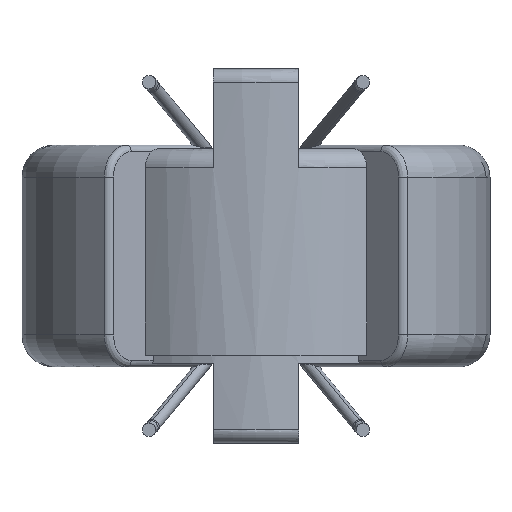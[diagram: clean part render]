
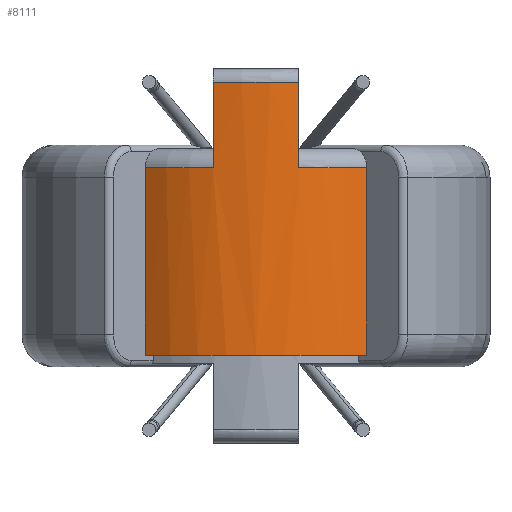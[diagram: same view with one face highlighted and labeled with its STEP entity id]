
A CAD part, front view. The second image highlights one B-rep face of the part: STEP entity #8111.
In plain terms, the highlighted cylindrical face has radius 6.815 mm (diameter 13.63 mm), a partial arc.
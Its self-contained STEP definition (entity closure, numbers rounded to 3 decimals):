
#59 = EDGE_CURVE ( 'NONE', #9429, #5386, #102, .T. ) ;
#102 = LINE ( 'NONE', #10580, #18887 ) ;
#129 = VECTOR ( 'NONE', #17870, 1000. ) ;
#1033 = DIRECTION ( 'NONE',  ( 1., 0., 0. ) ) ;
#1192 = EDGE_CURVE ( 'NONE', #10067, #6646, #4210, .T. ) ;
#1236 = AXIS2_PLACEMENT_3D ( 'NONE', #18670, #2170, #5207 ) ;
#2170 = DIRECTION ( 'NONE',  ( 0., 0., -1. ) ) ;
#2212 = EDGE_CURVE ( 'NONE', #9429, #2517, #18085, .T. ) ;
#2374 = DIRECTION ( 'NONE',  ( 0., 0., -1. ) ) ;
#2517 = VERTEX_POINT ( 'NONE', #16430 ) ;
#2540 = LINE ( 'NONE', #3770, #6365 ) ;
#3283 = FACE_OUTER_BOUND ( 'NONE', #17410, .T. ) ;
#3770 = CARTESIAN_POINT ( 'NONE',  ( 4.137, -5.416, 4.005 ) ) ;
#3941 = EDGE_CURVE ( 'NONE', #4407, #6646, #17015, .T. ) ;
#3977 = DIRECTION ( 'NONE',  ( 0., 0., -1. ) ) ;
#4210 = CIRCLE ( 'NONE', #6223, 6.815 ) ;
#4407 = VERTEX_POINT ( 'NONE', #10978 ) ;
#5207 = DIRECTION ( 'NONE',  ( 1., 0., 0. ) ) ;
#5386 = VERTEX_POINT ( 'NONE', #6101 ) ;
#5449 = CIRCLE ( 'NONE', #15583, 6.815 ) ;
#5461 = DIRECTION ( 'NONE',  ( 1., 0., 0. ) ) ;
#5721 = LINE ( 'NONE', #15185, #11491 ) ;
#5767 = VERTEX_POINT ( 'NONE', #18485 ) ;
#6023 = CARTESIAN_POINT ( 'NONE',  ( -4.137, -5.416, 4.005 ) ) ;
#6101 = CARTESIAN_POINT ( 'NONE',  ( 1.6, -6.625, 3.305 ) ) ;
#6223 = AXIS2_PLACEMENT_3D ( 'NONE', #9729, #14198, #1033 ) ;
#6365 = VECTOR ( 'NONE', #8295, 1000. ) ;
#6646 = VERTEX_POINT ( 'NONE', #9020 ) ;
#6871 = DIRECTION ( 'NONE',  ( 1., 0., 0. ) ) ;
#7317 = EDGE_CURVE ( 'NONE', #5767, #4407, #14643, .T. ) ;
#8111 = ADVANCED_FACE ( 'NONE', ( #3283 ), #13692, .T. ) ;
#8295 = DIRECTION ( 'NONE',  ( 0., 0., -1. ) ) ;
#9020 = CARTESIAN_POINT ( 'NONE',  ( -4.137, -5.416, 3.305 ) ) ;
#9429 = VERTEX_POINT ( 'NONE', #16196 ) ;
#9729 = CARTESIAN_POINT ( 'NONE',  ( 0., 0., 3.305 ) ) ;
#10067 = VERTEX_POINT ( 'NONE', #12230 ) ;
#10580 = CARTESIAN_POINT ( 'NONE',  ( 1.6, -6.625, 11.683 ) ) ;
#10598 = ORIENTED_EDGE ( 'NONE', *, *, #17700, .T. ) ;
#10923 = ORIENTED_EDGE ( 'NONE', *, *, #11606, .T. ) ;
#10978 = CARTESIAN_POINT ( 'NONE',  ( -4.137, -5.416, -3.705 ) ) ;
#11323 = CARTESIAN_POINT ( 'NONE',  ( 0., 0., 3.305 ) ) ;
#11491 = VECTOR ( 'NONE', #18319, 1000. ) ;
#11539 = ORIENTED_EDGE ( 'NONE', *, *, #1192, .T. ) ;
#11606 = EDGE_CURVE ( 'NONE', #2517, #10067, #5721, .T. ) ;
#12170 = ORIENTED_EDGE ( 'NONE', *, *, #59, .F. ) ;
#12230 = CARTESIAN_POINT ( 'NONE',  ( -1.6, -6.625, 3.305 ) ) ;
#12676 = CARTESIAN_POINT ( 'NONE',  ( 0., 0., 6.5 ) ) ;
#12732 = ORIENTED_EDGE ( 'NONE', *, *, #2212, .T. ) ;
#13378 = VERTEX_POINT ( 'NONE', #14194 ) ;
#13474 = EDGE_CURVE ( 'NONE', #13378, #5767, #2540, .T. ) ;
#13692 = CYLINDRICAL_SURFACE ( 'NONE', #13800, 6.815 ) ;
#13800 = AXIS2_PLACEMENT_3D ( 'NONE', #17248, #3977, #5461 ) ;
#14177 = ORIENTED_EDGE ( 'NONE', *, *, #3941, .F. ) ;
#14194 = CARTESIAN_POINT ( 'NONE',  ( 4.137, -5.416, 3.305 ) ) ;
#14198 = DIRECTION ( 'NONE',  ( 0., 0., -1. ) ) ;
#14491 = ORIENTED_EDGE ( 'NONE', *, *, #7317, .F. ) ;
#14643 = CIRCLE ( 'NONE', #1236, 6.815 ) ;
#15185 = CARTESIAN_POINT ( 'NONE',  ( -1.6, -6.625, 11.683 ) ) ;
#15583 = AXIS2_PLACEMENT_3D ( 'NONE', #11323, #2374, #15817 ) ;
#15817 = DIRECTION ( 'NONE',  ( 1., 0., 0. ) ) ;
#15843 = DIRECTION ( 'NONE',  ( 0., 0., -1. ) ) ;
#16196 = CARTESIAN_POINT ( 'NONE',  ( 1.6, -6.625, 6.5 ) ) ;
#16430 = CARTESIAN_POINT ( 'NONE',  ( -1.6, -6.625, 6.5 ) ) ;
#16618 = DIRECTION ( 'NONE',  ( 0., 0., -1. ) ) ;
#16728 = ORIENTED_EDGE ( 'NONE', *, *, #13474, .F. ) ;
#16892 = AXIS2_PLACEMENT_3D ( 'NONE', #12676, #15843, #6871 ) ;
#17015 = LINE ( 'NONE', #6023, #129 ) ;
#17248 = CARTESIAN_POINT ( 'NONE',  ( 0., 0., 4.005 ) ) ;
#17410 = EDGE_LOOP ( 'NONE', ( #14177, #14491, #16728, #10598, #12170, #12732, #10923, #11539 ) ) ;
#17700 = EDGE_CURVE ( 'NONE', #13378, #5386, #5449, .T. ) ;
#17870 = DIRECTION ( 'NONE',  ( 0., 0., 1. ) ) ;
#18085 = CIRCLE ( 'NONE', #16892, 6.815 ) ;
#18319 = DIRECTION ( 'NONE',  ( 0., 0., -1. ) ) ;
#18485 = CARTESIAN_POINT ( 'NONE',  ( 4.137, -5.416, -3.705 ) ) ;
#18670 = CARTESIAN_POINT ( 'NONE',  ( 0., 0., -3.705 ) ) ;
#18887 = VECTOR ( 'NONE', #16618, 1000. ) ;
